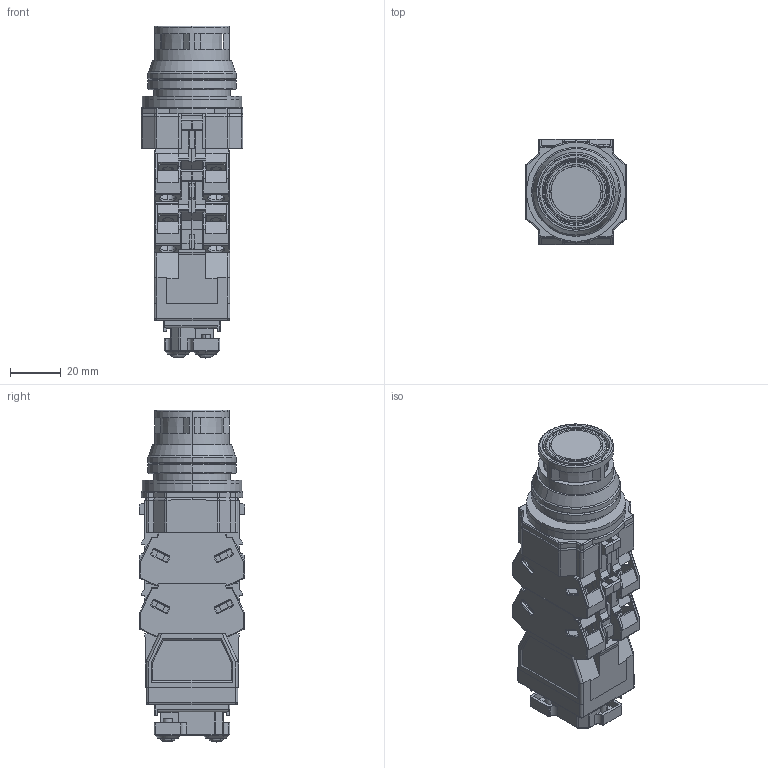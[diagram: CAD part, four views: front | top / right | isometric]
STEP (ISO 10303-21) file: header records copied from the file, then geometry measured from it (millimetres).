
FILE_DESCRIPTION (( 'STEP AP203' ), '1' );
FILE_NAME ('OUTSIDE-ALFD2_AOLFD246.STEP', '2017-03-13T03:49:29', ( '' ), ( '' ), 'SwSTEP 2.0', 'SolidWorks 2014', '' );
FILE_SCHEMA (( 'CONFIG_CONTROL_DESIGN' ));
Length unit declared in the file: millimetre
Products named in the file (8): OUTSIDE-OW-11; OUTSIDE-ALN2FL_FULL-GUARD; OUTSIDE-ALD2_AOLD2_BODY; OUTSIDE-N-TYPE-PB-LOCK-NUT; OUTSIDE-HW-L; OUTSIDE-OW-12; OUTSIDE-HW-U; OUTSIDE-ALFD2_AOLFD246
Assembly tree (10 placements, depth 2):
  OUTSIDE-ALFD2_AOLFD246
    OUTSIDE-ALD2_AOLD2_BODY
    OUTSIDE-OW-12
    OUTSIDE-OW-11
    OUTSIDE-N-TYPE-PB-LOCK-NUT
    OUTSIDE-HW-U  x4
    OUTSIDE-ALN2FL_FULL-GUARD
    OUTSIDE-HW-L
Bounding box: 40 x 41.4 x 130.65 mm (x, y, z)
Volume: 118314.9 mm3; surface area: 44292.1 mm2
Topology: 11 solids, 11 shells, 1583 faces, 4242 edges, 2702 vertices
Faces by surface type: plane 898, cylinder 430, bspline 172, cone 56, torus 15, sphere 12
Entity records: 26759 total; most frequent: CARTESIAN_POINT 6991, ORIENTED_EDGE 4034, DIRECTION 3823, EDGE_CURVE 2017, VECTOR 1329, LINE 1329, VERTEX_POINT 1286, AXIS2_PLACEMENT_3D 1247
